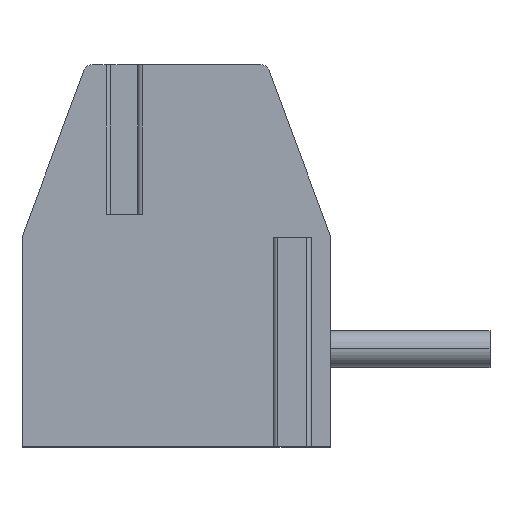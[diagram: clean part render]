
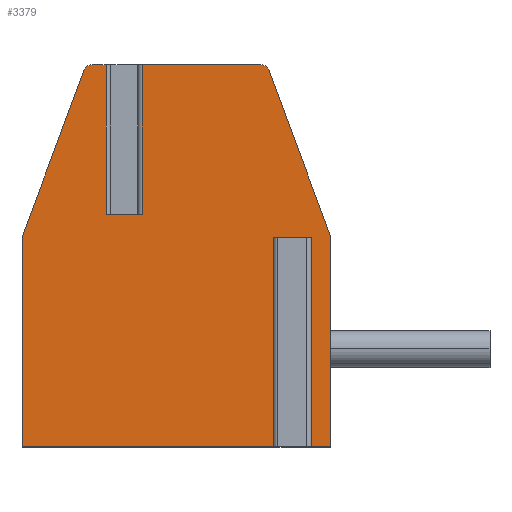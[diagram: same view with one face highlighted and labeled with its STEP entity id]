
A CAD part, top view. The second image highlights one B-rep face of the part: STEP entity #3379.
In plain terms, the highlighted planar face has unit normal (0, 0, 1).
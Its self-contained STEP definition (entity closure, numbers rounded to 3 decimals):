
#13=DIRECTION('',(1.,0.,0.));
#14=VECTOR('',#13,0.796);
#15=CARTESIAN_POINT('',(-1.548,0.9,12.25));
#16=LINE('',#15,#14);
#17=DIRECTION('',(0.,1.,0.));
#18=VECTOR('',#17,3.3);
#19=CARTESIAN_POINT('',(-0.752,0.9,12.25));
#20=LINE('',#19,#18);
#21=DIRECTION('',(-1.,0.,0.));
#22=VECTOR('',#21,2.603);
#23=CARTESIAN_POINT('',(1.851,4.2,12.25));
#24=LINE('',#23,#22);
#25=CARTESIAN_POINT('',(1.851,4.,12.25));
#26=DIRECTION('',(0.,0.,1.));
#27=DIRECTION('',(0.938,0.348,0.));
#28=AXIS2_PLACEMENT_3D('',#25,#26,#27);
#30=DIRECTION('',(-0.348,0.938,0.));
#31=VECTOR('',#30,3.914);
#32=CARTESIAN_POINT('',(3.4,0.4,12.25));
#33=LINE('',#32,#31);
#34=DIRECTION('',(0.,1.,0.));
#35=VECTOR('',#34,4.6);
#36=CARTESIAN_POINT('',(3.4,-4.2,12.25));
#37=LINE('',#36,#35);
#38=DIRECTION('',(1.,0.,0.));
#39=VECTOR('',#38,0.634);
#40=CARTESIAN_POINT('',(2.766,-4.2,12.25));
#41=LINE('',#40,#39);
#42=DIRECTION('',(0.,1.,0.));
#43=VECTOR('',#42,4.6);
#44=CARTESIAN_POINT('',(2.766,-4.2,12.25));
#45=LINE('',#44,#43);
#46=DIRECTION('',(-1.,0.,0.));
#47=VECTOR('',#46,0.43);
#48=CARTESIAN_POINT('',(2.766,0.4,12.25));
#49=LINE('',#48,#47);
#50=DIRECTION('',(0.,1.,0.));
#51=VECTOR('',#50,4.6);
#52=CARTESIAN_POINT('',(2.336,-4.2,12.25));
#53=LINE('',#52,#51);
#54=DIRECTION('',(1.,0.,0.));
#55=VECTOR('',#54,5.736);
#56=CARTESIAN_POINT('',(-3.4,-4.2,12.25));
#57=LINE('',#56,#55);
#58=DIRECTION('',(0.,-1.,0.));
#59=VECTOR('',#58,4.6);
#60=CARTESIAN_POINT('',(-3.4,0.4,12.25));
#61=LINE('',#60,#59);
#62=DIRECTION('',(-0.348,-0.938,0.));
#63=VECTOR('',#62,3.914);
#64=CARTESIAN_POINT('',(-2.038,4.07,12.25));
#65=LINE('',#64,#63);
#66=CARTESIAN_POINT('',(-1.851,4.,12.25));
#67=DIRECTION('',(0.,0.,1.));
#68=DIRECTION('',(0.,1.,0.));
#69=AXIS2_PLACEMENT_3D('',#66,#67,#68);
#71=DIRECTION('',(-1.,0.,0.));
#72=VECTOR('',#71,0.303);
#73=CARTESIAN_POINT('',(-1.548,4.2,12.25));
#74=LINE('',#73,#72);
#75=DIRECTION('',(0.,1.,0.));
#76=VECTOR('',#75,3.3);
#77=CARTESIAN_POINT('',(-1.548,0.9,12.25));
#78=LINE('',#77,#76);
#2630=CARTESIAN_POINT('',(-1.851,4.2,12.25));
#2631=CARTESIAN_POINT('',(-2.038,4.07,12.25));
#2632=VERTEX_POINT('',#2630);
#2633=VERTEX_POINT('',#2631);
#2634=CARTESIAN_POINT('',(-3.4,0.4,12.25));
#2635=VERTEX_POINT('',#2634);
#2636=CARTESIAN_POINT('',(-3.4,-4.2,12.25));
#2637=VERTEX_POINT('',#2636);
#2638=CARTESIAN_POINT('',(3.4,-4.2,12.25));
#2639=CARTESIAN_POINT('',(3.4,0.4,12.25));
#2640=VERTEX_POINT('',#2638);
#2641=VERTEX_POINT('',#2639);
#2642=CARTESIAN_POINT('',(2.038,4.07,12.25));
#2643=VERTEX_POINT('',#2642);
#2644=CARTESIAN_POINT('',(1.851,4.2,12.25));
#2645=VERTEX_POINT('',#2644);
#2686=CARTESIAN_POINT('',(2.766,0.4,12.25));
#2687=CARTESIAN_POINT('',(2.336,0.4,12.25));
#2688=VERTEX_POINT('',#2686);
#2689=VERTEX_POINT('',#2687);
#2690=CARTESIAN_POINT('',(2.336,-4.2,12.25));
#2691=VERTEX_POINT('',#2690);
#2692=CARTESIAN_POINT('',(2.766,-4.2,12.25));
#2693=VERTEX_POINT('',#2692);
#2754=CARTESIAN_POINT('',(-1.548,0.9,12.25));
#2755=CARTESIAN_POINT('',(-0.752,0.9,12.25));
#2756=VERTEX_POINT('',#2754);
#2757=VERTEX_POINT('',#2755);
#2758=CARTESIAN_POINT('',(-1.548,4.2,12.25));
#2759=VERTEX_POINT('',#2758);
#2760=CARTESIAN_POINT('',(-0.752,4.2,12.25));
#2761=VERTEX_POINT('',#2760);
#3340=CARTESIAN_POINT('',(0.,0.,12.25));
#3341=DIRECTION('',(0.,0.,1.));
#3342=DIRECTION('',(1.,0.,0.));
#3343=AXIS2_PLACEMENT_3D('',#3340,#3341,#3342);
#3344=PLANE('',#3343);
#3346=ORIENTED_EDGE('',*,*,#3345,.T.);
#3348=ORIENTED_EDGE('',*,*,#3347,.T.);
#3350=ORIENTED_EDGE('',*,*,#3349,.F.);
#3352=ORIENTED_EDGE('',*,*,#3351,.F.);
#3354=ORIENTED_EDGE('',*,*,#3353,.F.);
#3356=ORIENTED_EDGE('',*,*,#3355,.F.);
#3358=ORIENTED_EDGE('',*,*,#3357,.F.);
#3360=ORIENTED_EDGE('',*,*,#3359,.T.);
#3362=ORIENTED_EDGE('',*,*,#3361,.T.);
#3364=ORIENTED_EDGE('',*,*,#3363,.F.);
#3366=ORIENTED_EDGE('',*,*,#3365,.F.);
#3368=ORIENTED_EDGE('',*,*,#3367,.F.);
#3370=ORIENTED_EDGE('',*,*,#3369,.F.);
#3372=ORIENTED_EDGE('',*,*,#3371,.F.);
#3374=ORIENTED_EDGE('',*,*,#3373,.F.);
#3376=ORIENTED_EDGE('',*,*,#3375,.F.);
#3377=EDGE_LOOP('',(#3346,#3348,#3350,#3352,#3354,#3356,#3358,#3360,#3362,#3364,
#3366,#3368,#3370,#3372,#3374,#3376));
#3378=FACE_OUTER_BOUND('',#3377,.F.);
#29=CIRCLE('',#28,0.2);
#70=CIRCLE('',#69,0.2);
#3345=EDGE_CURVE('',#2756,#2757,#16,.T.);
#3347=EDGE_CURVE('',#2757,#2761,#20,.T.);
#3349=EDGE_CURVE('',#2645,#2761,#24,.T.);
#3351=EDGE_CURVE('',#2643,#2645,#29,.T.);
#3353=EDGE_CURVE('',#2641,#2643,#33,.T.);
#3355=EDGE_CURVE('',#2640,#2641,#37,.T.);
#3357=EDGE_CURVE('',#2693,#2640,#41,.T.);
#3359=EDGE_CURVE('',#2693,#2688,#45,.T.);
#3361=EDGE_CURVE('',#2688,#2689,#49,.T.);
#3363=EDGE_CURVE('',#2691,#2689,#53,.T.);
#3365=EDGE_CURVE('',#2637,#2691,#57,.T.);
#3367=EDGE_CURVE('',#2635,#2637,#61,.T.);
#3369=EDGE_CURVE('',#2633,#2635,#65,.T.);
#3371=EDGE_CURVE('',#2632,#2633,#70,.T.);
#3373=EDGE_CURVE('',#2759,#2632,#74,.T.);
#3375=EDGE_CURVE('',#2756,#2759,#78,.T.);
#3379=ADVANCED_FACE('',(#3378),#3344,.T.);
